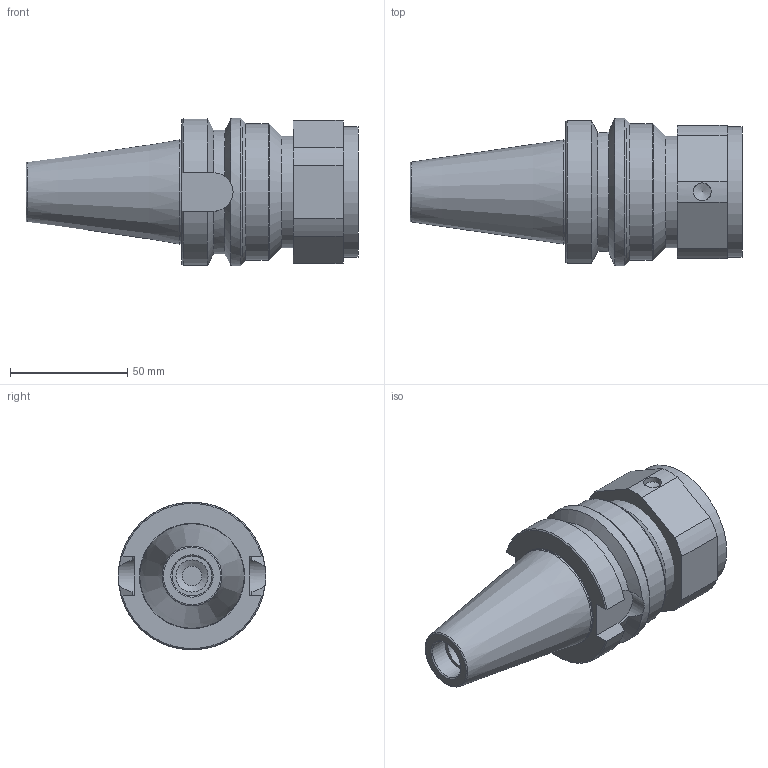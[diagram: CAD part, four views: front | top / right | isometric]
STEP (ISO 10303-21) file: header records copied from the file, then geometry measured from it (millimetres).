
FILE_DESCRIPTION(/* description */ (''),/* implementation_level */ '2;1');
FILE_NAME(/* name */ 'BT40-TG100-3.0D.step',/* time_stamp */ '2026-01-07T17:49:27-06:00',/* author */ (''),/* organization */ (''),/* preprocessor_version */ 'ST-DEVELOPER v20.1',/* originating_system */ 'Autodesk Translation Framework v14.21.0.0',/* authorisation */ '');
FILE_SCHEMA (('AUTOMOTIVE_DESIGN { 1 0 10303 214 3 1 1 }'));
Length unit declared in the file: inch
Products named in the file (3): BT40 EM.750-2.5D; BT40 Standard Template; BT30 TG100-2.75
Assembly tree (2 placements, depth 3):
  BT40 EM.750-2.5D
    BT40 Standard Template
      BT30 TG100-2.75
Bounding box: 141.73 x 62.99 x 62.99 mm (x, y, z)
Volume: 233221.7 mm3; surface area: 42361 mm2
Topology: 2 solids, 2 shells, 62 faces, 156 edges, 102 vertices
Faces by surface type: cylinder 23, plane 20, cone 17, torus 2
Full cylindrical faces by diameter (mm): 7.62 x2, 8.5 x1, 13.716 x1, 17.018 x1, 29.185 x1, 44.45 x1, 47.498 x1, 55.88 x1, 58.395 x1, 62.992 x1
Entity records: 2100 total; most frequent: CARTESIAN_POINT 480, DIRECTION 328, ORIENTED_EDGE 308, EDGE_CURVE 154, AXIS2_PLACEMENT_3D 130, VERTEX_POINT 102, EDGE_LOOP 70, LINE 68
